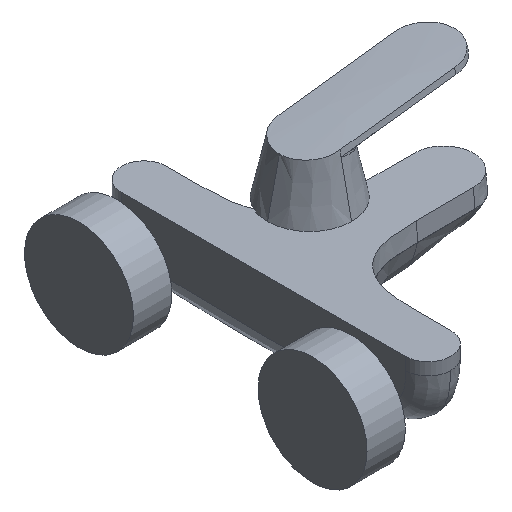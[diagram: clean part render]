
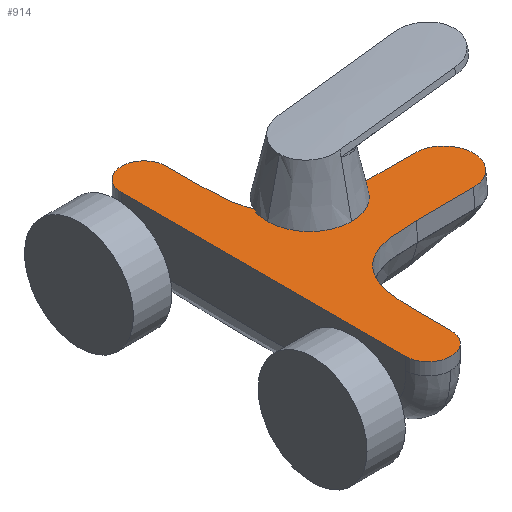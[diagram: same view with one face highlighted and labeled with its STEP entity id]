
A CAD part, isometric view. The second image highlights one B-rep face of the part: STEP entity #914.
In plain terms, the highlighted planar face has unit normal (0, 0, 1).
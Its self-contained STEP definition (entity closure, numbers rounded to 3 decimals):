
#18=LINE('',#3316,#29);
#19=LINE('',#3335,#30);
#20=LINE('',#3339,#31);
#21=LINE('',#3343,#32);
#22=LINE('',#3362,#33);
#29=VECTOR('',#1067,1000.);
#30=VECTOR('',#1068,1000.);
#31=VECTOR('',#1071,1000.);
#32=VECTOR('',#1074,1000.);
#33=VECTOR('',#1075,1000.);
#116=B_SPLINE_CURVE_WITH_KNOTS('',3,(#3293,#3294,#3295,#3296,#3297,#3298,
#3299,#3300,#3301,#3302,#3303),.UNSPECIFIED.,.F.,.F.,(4,1,1,1,1,1,1,1,4),
(0.141,0.145,0.149,0.153,
0.156,0.16,0.164,0.168,
0.171),.UNSPECIFIED.);
#117=B_SPLINE_CURVE_WITH_KNOTS('',3,(#3306,#3307,#3308,#3309,#3310,#3311,
#3312,#3313,#3314),.UNSPECIFIED.,.F.,.F.,(4,1,1,1,1,1,4),(0.072,
0.076,0.08,0.084,0.087,
0.095,0.102),.UNSPECIFIED.);
#118=B_SPLINE_CURVE_WITH_KNOTS('',3,(#3318,#3319,#3320,#3321,#3322,#3323,
#3324,#3325,#3326,#3327,#3328,#3329,#3330,#3331,#3332,#3333),
 .UNSPECIFIED.,.F.,.F.,(4,1,1,1,1,1,1,1,1,1,1,1,1,4),(0.,0.01,
0.021,0.026,0.031,0.036,
0.039,0.042,0.047,0.052,
0.057,0.062,0.073,0.083),
 .UNSPECIFIED.);
#119=B_SPLINE_CURVE_WITH_KNOTS('',3,(#3345,#3346,#3347,#3348,#3349,#3350,
#3351,#3352,#3353,#3354,#3355,#3356,#3357,#3358,#3359,#3360),
 .UNSPECIFIED.,.F.,.F.,(4,1,1,1,1,1,1,1,1,1,1,1,1,4),(0.369,
0.379,0.39,0.395,0.4,
0.406,0.408,0.411,0.416,
0.421,0.426,0.432,0.442,
0.453),.UNSPECIFIED.);
#232=PLANE('',#1012);
#359=ORIENTED_EDGE('',*,*,#587,.F.);
#360=ORIENTED_EDGE('',*,*,#588,.F.);
#361=ORIENTED_EDGE('',*,*,#589,.F.);
#362=ORIENTED_EDGE('',*,*,#590,.F.);
#363=ORIENTED_EDGE('',*,*,#591,.F.);
#364=ORIENTED_EDGE('',*,*,#592,.F.);
#365=ORIENTED_EDGE('',*,*,#593,.F.);
#366=ORIENTED_EDGE('',*,*,#594,.F.);
#367=ORIENTED_EDGE('',*,*,#595,.F.);
#368=ORIENTED_EDGE('',*,*,#596,.F.);
#369=ORIENTED_EDGE('',*,*,#597,.F.);
#587=EDGE_CURVE('',#709,#710,#116,.T.);
#588=EDGE_CURVE('',#711,#709,#117,.T.);
#589=EDGE_CURVE('',#712,#711,#18,.T.);
#590=EDGE_CURVE('',#713,#712,#118,.T.);
#591=EDGE_CURVE('',#714,#713,#19,.T.);
#592=EDGE_CURVE('',#715,#714,#756,.T.);
#593=EDGE_CURVE('',#716,#715,#20,.F.);
#594=EDGE_CURVE('',#717,#716,#757,.T.);
#595=EDGE_CURVE('',#718,#717,#21,.F.);
#596=EDGE_CURVE('',#719,#718,#119,.T.);
#597=EDGE_CURVE('',#710,#719,#22,.T.);
#709=VERTEX_POINT('',#3304);
#710=VERTEX_POINT('',#3305);
#711=VERTEX_POINT('',#3315);
#712=VERTEX_POINT('',#3317);
#713=VERTEX_POINT('',#3334);
#714=VERTEX_POINT('',#3336);
#715=VERTEX_POINT('',#3338);
#716=VERTEX_POINT('',#3340);
#717=VERTEX_POINT('',#3342);
#718=VERTEX_POINT('',#3344);
#719=VERTEX_POINT('',#3361);
#756=CIRCLE('',#1013,14.5);
#757=CIRCLE('',#1014,14.5);
#795=EDGE_LOOP('',(#359,#360,#361,#362,#363,#364,#365,#366,#367,#368,#369));
#853=FACE_BOUND('',#795,.T.);
#914=ADVANCED_FACE('',(#853),#232,.F.);
#1012=AXIS2_PLACEMENT_3D('',#3292,#1065,#1066);
#1013=AXIS2_PLACEMENT_3D('',#3337,#1069,#1070);
#1014=AXIS2_PLACEMENT_3D('',#3341,#1072,#1073);
#1065=DIRECTION('',(0.,0.,-1.));
#1066=DIRECTION('',(-1.,0.,0.));
#1067=DIRECTION('',(1.,-0.006,0.));
#1068=DIRECTION('',(0.,-1.,0.));
#1069=DIRECTION('',(0.,0.,-1.));
#1070=DIRECTION('',(0.,1.,0.));
#1071=DIRECTION('',(0.,-1.,0.));
#1072=DIRECTION('',(0.,0.,-1.));
#1073=DIRECTION('',(0.,1.,0.));
#1074=DIRECTION('',(0.,1.,0.));
#1075=DIRECTION('',(-1.,-0.006,0.));
#3292=CARTESIAN_POINT('',(133.002,-52.595,21.603));
#3293=CARTESIAN_POINT('',(106.859,0.,21.603));
#3294=CARTESIAN_POINT('',(106.859,-1.255,21.603));
#3295=CARTESIAN_POINT('',(106.606,-3.707,21.603));
#3296=CARTESIAN_POINT('',(105.507,-7.274,21.603));
#3297=CARTESIAN_POINT('',(103.744,-10.575,21.603));
#3298=CARTESIAN_POINT('',(101.382,-13.506,21.603));
#3299=CARTESIAN_POINT('',(98.561,-15.913,21.603));
#3300=CARTESIAN_POINT('',(95.256,-17.747,21.603));
#3301=CARTESIAN_POINT('',(91.709,-18.805,21.603));
#3302=CARTESIAN_POINT('',(89.179,-18.917,21.603));
#3303=CARTESIAN_POINT('',(87.928,-18.925,21.603));
#3304=CARTESIAN_POINT('',(106.859,0.,21.603));
#3305=CARTESIAN_POINT('',(87.928,-18.925,21.603));
#3306=CARTESIAN_POINT('',(87.928,18.925,21.603));
#3307=CARTESIAN_POINT('',(89.175,18.917,21.603));
#3308=CARTESIAN_POINT('',(91.645,18.817,21.603));
#3309=CARTESIAN_POINT('',(95.273,17.74,21.603));
#3310=CARTESIAN_POINT('',(98.513,15.944,21.603));
#3311=CARTESIAN_POINT('',(102.343,12.691,21.603));
#3312=CARTESIAN_POINT('',(105.829,7.438,21.603));
#3313=CARTESIAN_POINT('',(106.859,2.47,21.603));
#3314=CARTESIAN_POINT('',(106.859,0.,21.603));
#3315=CARTESIAN_POINT('',(87.928,18.925,21.603));
#3316=CARTESIAN_POINT('',(133.463,18.63,21.603));
#3317=CARTESIAN_POINT('',(50.988,19.164,21.603));
#3318=CARTESIAN_POINT('',(0.989,69.813,21.603));
#3319=CARTESIAN_POINT('',(0.989,66.321,21.603));
#3320=CARTESIAN_POINT('',(1.001,59.336,21.603));
#3321=CARTESIAN_POINT('',(1.891,50.717,21.603));
#3322=CARTESIAN_POINT('',(3.626,43.889,21.603));
#3323=CARTESIAN_POINT('',(5.562,38.947,21.603));
#3324=CARTESIAN_POINT('',(7.74,35.138,21.603));
#3325=CARTESIAN_POINT('',(9.879,32.291,21.603));
#3326=CARTESIAN_POINT('',(12.217,29.681,21.603));
#3327=CARTESIAN_POINT('',(15.532,26.818,21.603));
#3328=CARTESIAN_POINT('',(20.112,24.057,21.603));
#3329=CARTESIAN_POINT('',(24.987,22.048,21.603));
#3330=CARTESIAN_POINT('',(31.843,20.202,21.603));
#3331=CARTESIAN_POINT('',(40.482,19.241,21.603));
#3332=CARTESIAN_POINT('',(47.488,19.187,21.603));
#3333=CARTESIAN_POINT('',(50.988,19.164,21.603));
#3334=CARTESIAN_POINT('',(0.989,69.813,21.603));
#3335=CARTESIAN_POINT('',(0.989,-91.279,21.603));
#3336=CARTESIAN_POINT('',(0.989,91.279,21.603));
#3337=CARTESIAN_POINT('',(-13.511,91.279,21.603));
#3338=CARTESIAN_POINT('',(-28.011,91.279,21.603));
#3339=CARTESIAN_POINT('',(-28.011,-91.279,21.603));
#3340=CARTESIAN_POINT('',(-28.011,-91.279,21.603));
#3341=CARTESIAN_POINT('',(-13.511,-91.279,21.603));
#3342=CARTESIAN_POINT('',(0.989,-91.279,21.603));
#3343=CARTESIAN_POINT('',(0.989,91.279,21.603));
#3344=CARTESIAN_POINT('',(0.989,-69.815,21.603));
#3345=CARTESIAN_POINT('',(50.988,-19.164,21.603));
#3346=CARTESIAN_POINT('',(47.499,-19.187,21.603));
#3347=CARTESIAN_POINT('',(40.517,-19.24,21.603));
#3348=CARTESIAN_POINT('',(31.912,-20.195,21.603));
#3349=CARTESIAN_POINT('',(25.106,-22.008,21.603));
#3350=CARTESIAN_POINT('',(20.192,-24.019,21.603));
#3351=CARTESIAN_POINT('',(16.425,-26.268,21.603));
#3352=CARTESIAN_POINT('',(13.622,-28.467,21.603));
#3353=CARTESIAN_POINT('',(11.062,-30.861,21.603));
#3354=CARTESIAN_POINT('',(8.27,-34.239,21.603));
#3355=CARTESIAN_POINT('',(5.597,-38.87,21.603));
#3356=CARTESIAN_POINT('',(3.662,-43.779,21.603));
#3357=CARTESIAN_POINT('',(1.897,-50.655,21.603));
#3358=CARTESIAN_POINT('',(1.002,-59.306,21.603));
#3359=CARTESIAN_POINT('',(0.989,-66.314,21.603));
#3360=CARTESIAN_POINT('',(0.989,-69.815,21.603));
#3361=CARTESIAN_POINT('',(50.988,-19.164,21.603));
#3362=CARTESIAN_POINT('',(45.498,-19.2,21.603));
